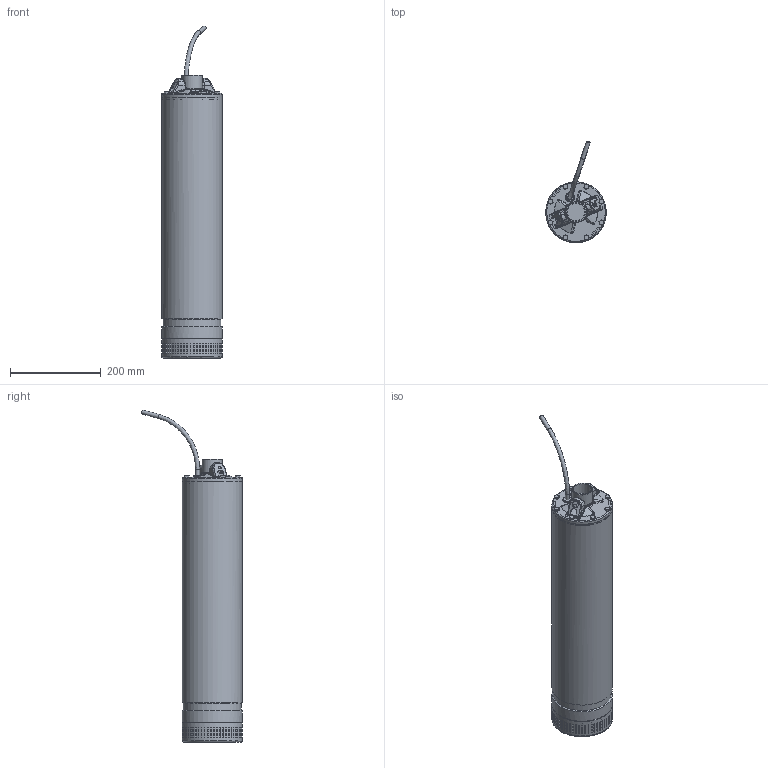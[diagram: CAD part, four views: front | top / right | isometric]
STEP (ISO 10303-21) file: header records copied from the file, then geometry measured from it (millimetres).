
FILE_DESCRIPTION(('STEP AP214'),'2;1');
FILE_NAME('4_93_498_11.stp','2013-02-05T17:57:26',(''),(''),'2011.1.114','THINKDESIGN','');
FILE_SCHEMA(('AUTOMOTIVE_DESIGN'));
Length unit declared in the file: millimetre
Products named in the file (1): None
Bounding box: 132.99 x 222.1 x 730.48 mm (x, y, z)
Volume: 7786885.2 mm3; surface area: 419801.6 mm2
Topology: 18 solids, 18 shells, 1579 faces, 3858 edges, 2531 vertices
Faces by surface type: cylinder 687, plane 616, bspline 276
Full cylindrical faces by diameter (mm): 3.5 x2, 5 x10, 6 x8, 6.5 x8, 7 x7, 9 x6, 10 x10, 14.12 x2, 17.2 x1, 18.6 x1, 20 x1, 20.2 x1, 20.4 x1, 25.8 x1, 27.9 x1, 38.5 x2, 39.5 x1, 44.8 x1, 103.624 x1, 127.498 x1, 128.5 x2, 129.2 x1, 131 x1, 133 x4
Entity records: 91191 total; most frequent: CARTESIAN_POINT 42827, ORIENTED_EDGE 7696, DIRECTION 5602, EDGE_CURVE 3848, VERTEX_POINT 2531, VECTOR 1920, LINE 1920, AXIS2_PLACEMENT_3D 1841
